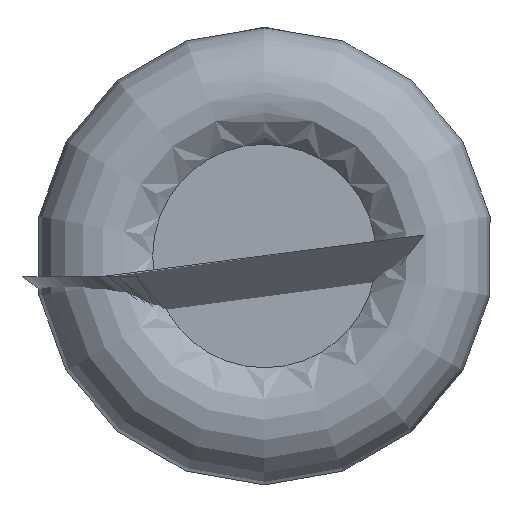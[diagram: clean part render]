
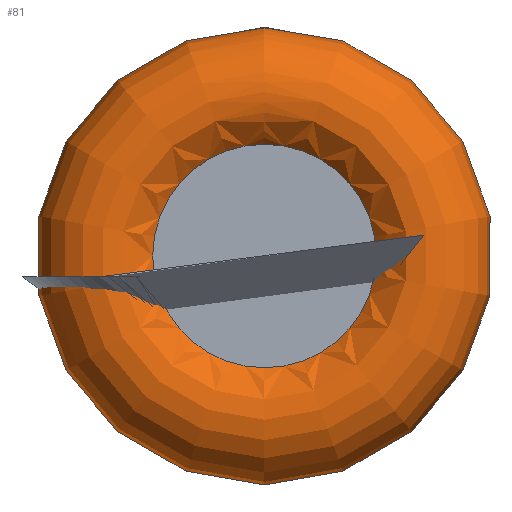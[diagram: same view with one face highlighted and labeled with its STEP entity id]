
A CAD part, left-side view. The second image highlights one B-rep face of the part: STEP entity #81.
In plain terms, the highlighted face is a revolution surface.
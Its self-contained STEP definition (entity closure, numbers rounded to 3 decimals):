
#37=SURFACE_OF_REVOLUTION('',#39,#38);
#38=AXIS1_PLACEMENT('',#505,#322);
#39=B_SPLINE_CURVE_WITH_KNOTS('',3,(#437,#438,#439,#440,#441,#442,#443,
#444,#445,#446,#447,#448,#449,#450,#451,#452,#453,#454,#455,#456,#457,#458,
#459,#460,#461,#462,#463,#464,#465,#466,#467,#468,#469,#470,#471,#472,#473,
#474,#475,#476,#477,#478,#479,#480,#481,#482,#483,#484,#485,#486,#487,#488,
#489,#490,#491,#492,#493,#494,#495,#496,#497,#498,#499,#500,#501,#502,#503,
#504),.UNSPECIFIED.,.T.,.F.,(2,2,2,2,2,2,2,2,2,2,2,2,2,2,2,2,2,2,2,2,2,
2,2,2,2,2,2,2,2,2,2,2,2,2,2,2),(-0.031,0.,0.031,0.063,0.094,0.125,
0.156,0.188,0.219,0.234,0.25,0.281,0.313,0.344,0.375,0.406,
0.438,0.469,0.5,0.531,0.563,0.594,0.625,0.656,0.688,0.719,
0.75,0.781,0.813,0.844,0.875,0.906,0.938,0.969,1.,1.031),
 .UNSPECIFIED.);
#81=ADVANCED_FACE('',(#108,#109),#37,.T.);
#108=FACE_BOUND('',#142,.T.);
#109=FACE_BOUND('',#143,.T.);
#142=EDGE_LOOP('',(#178));
#143=EDGE_LOOP('',(#179));
#178=ORIENTED_EDGE('',*,*,#226,.F.);
#179=ORIENTED_EDGE('',*,*,#225,.T.);
#207=VERTEX_POINT('',#433);
#208=VERTEX_POINT('',#436);
#225=EDGE_CURVE('',#207,#207,#243,.T.);
#226=EDGE_CURVE('',#208,#208,#244,.T.);
#243=CIRCLE('',#267,16.144);
#244=CIRCLE('',#269,8.032);
#267=AXIS2_PLACEMENT_3D('',#432,#316,#317);
#269=AXIS2_PLACEMENT_3D('',#435,#320,#321);
#316=DIRECTION('',(-1.,0.,0.));
#317=DIRECTION('',(0.,0.,1.));
#320=DIRECTION('',(-1.,0.,0.));
#321=DIRECTION('',(0.,0.,1.));
#322=DIRECTION('',(-1.,0.,0.));
#432=CARTESIAN_POINT('',(7.725,0.,0.));
#433=CARTESIAN_POINT('',(7.725,0.,16.144));
#435=CARTESIAN_POINT('',(3.,0.,0.));
#436=CARTESIAN_POINT('',(3.,0.,8.032));
#437=CARTESIAN_POINT('',(5.685,7.046,0.));
#438=CARTESIAN_POINT('',(6.315,7.046,0.));
#439=CARTESIAN_POINT('',(6.628,7.075,0.));
#440=CARTESIAN_POINT('',(7.246,7.19,0.));
#441=CARTESIAN_POINT('',(7.548,7.275,0.));
#442=CARTESIAN_POINT('',(8.129,7.5,0.));
#443=CARTESIAN_POINT('',(8.411,7.641,0.));
#444=CARTESIAN_POINT('',(8.942,7.976,0.));
#445=CARTESIAN_POINT('',(9.188,8.167,0.));
#446=CARTESIAN_POINT('',(9.64,8.597,0.));
#447=CARTESIAN_POINT('',(9.847,8.839,0.));
#448=CARTESIAN_POINT('',(10.202,9.351,0.));
#449=CARTESIAN_POINT('',(10.352,9.624,0.));
#450=CARTESIAN_POINT('',(10.597,10.203,0.));
#451=CARTESIAN_POINT('',(10.689,10.503,0.));
#452=CARTESIAN_POINT('',(10.779,10.961,0.));
#453=CARTESIAN_POINT('',(10.802,11.115,0.));
#454=CARTESIAN_POINT('',(10.831,11.427,0.));
#455=CARTESIAN_POINT('',(10.837,11.585,0.));
#456=CARTESIAN_POINT('',(10.833,12.055,0.));
#457=CARTESIAN_POINT('',(10.799,12.364,0.));
#458=CARTESIAN_POINT('',(10.669,12.974,0.));
#459=CARTESIAN_POINT('',(10.572,13.277,0.));
#460=CARTESIAN_POINT('',(10.323,13.848,0.));
#461=CARTESIAN_POINT('',(10.172,14.12,0.));
#462=CARTESIAN_POINT('',(9.815,14.635,0.));
#463=CARTESIAN_POINT('',(9.61,14.875,0.));
#464=CARTESIAN_POINT('',(9.163,15.308,0.));
#465=CARTESIAN_POINT('',(8.919,15.502,0.));
#466=CARTESIAN_POINT('',(8.39,15.845,0.));
#467=CARTESIAN_POINT('',(8.114,15.989,0.));
#468=CARTESIAN_POINT('',(7.537,16.221,0.));
#469=CARTESIAN_POINT('',(7.233,16.31,0.));
#470=CARTESIAN_POINT('',(6.618,16.429,0.));
#471=CARTESIAN_POINT('',(6.309,16.458,0.));
#472=CARTESIAN_POINT('',(5.685,16.458,0.));
#473=CARTESIAN_POINT('',(5.369,16.427,0.));
#474=CARTESIAN_POINT('',(4.757,16.308,0.));
#475=CARTESIAN_POINT('',(4.459,16.22,0.));
#476=CARTESIAN_POINT('',(3.878,15.985,0.));
#477=CARTESIAN_POINT('',(3.598,15.838,0.));
#478=CARTESIAN_POINT('',(3.076,15.499,0.));
#479=CARTESIAN_POINT('',(2.832,15.304,0.));
#480=CARTESIAN_POINT('',(2.38,14.865,0.));
#481=CARTESIAN_POINT('',(2.179,14.627,0.));
#482=CARTESIAN_POINT('',(1.825,14.115,0.));
#483=CARTESIAN_POINT('',(1.671,13.837,0.));
#484=CARTESIAN_POINT('',(1.424,13.263,0.));
#485=CARTESIAN_POINT('',(1.329,12.967,0.));
#486=CARTESIAN_POINT('',(1.2,12.354,0.));
#487=CARTESIAN_POINT('',(1.166,12.039,0.));
#488=CARTESIAN_POINT('',(1.162,11.417,0.));
#489=CARTESIAN_POINT('',(1.191,11.105,0.));
#490=CARTESIAN_POINT('',(1.315,10.487,0.));
#491=CARTESIAN_POINT('',(1.408,10.19,0.));
#492=CARTESIAN_POINT('',(1.652,9.617,0.));
#493=CARTESIAN_POINT('',(1.806,9.339,0.));
#494=CARTESIAN_POINT('',(2.163,8.827,0.));
#495=CARTESIAN_POINT('',(2.365,8.592,0.));
#496=CARTESIAN_POINT('',(2.818,8.162,0.));
#497=CARTESIAN_POINT('',(3.07,7.967,0.));
#498=CARTESIAN_POINT('',(3.596,7.637,0.));
#499=CARTESIAN_POINT('',(3.874,7.498,0.));
#500=CARTESIAN_POINT('',(4.459,7.272,0.));
#501=CARTESIAN_POINT('',(4.763,7.187,0.));
#502=CARTESIAN_POINT('',(5.374,7.075,0.));
#503=CARTESIAN_POINT('',(5.685,7.046,0.));
#504=CARTESIAN_POINT('',(6.315,7.046,0.));
#505=CARTESIAN_POINT('',(0.,0.,0.));
